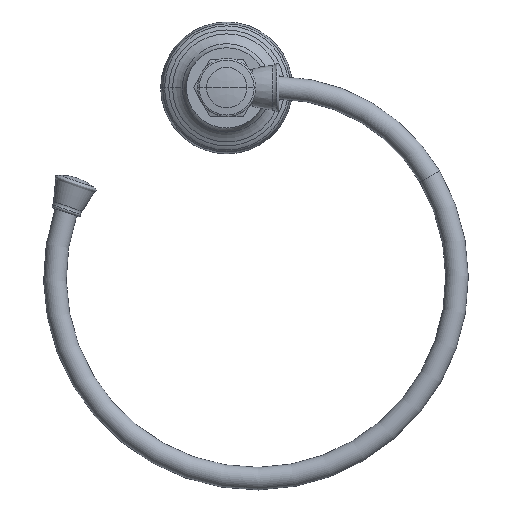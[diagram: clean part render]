
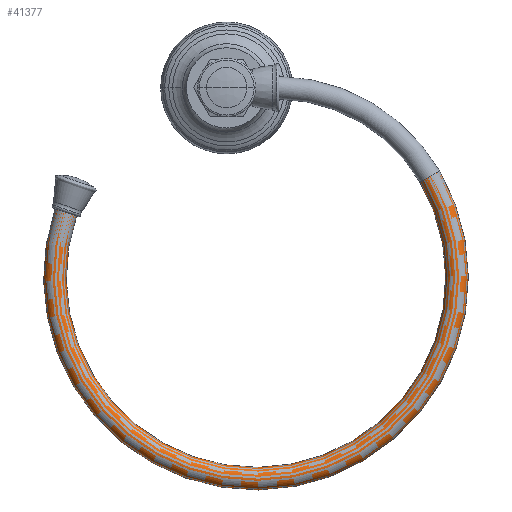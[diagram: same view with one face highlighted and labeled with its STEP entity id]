
A CAD part, top view. The second image highlights one B-rep face of the part: STEP entity #41377.
In plain terms, the highlighted toroidal (fillet/blend) face has major radius 87.964 mm and minor radius 4.952 mm.
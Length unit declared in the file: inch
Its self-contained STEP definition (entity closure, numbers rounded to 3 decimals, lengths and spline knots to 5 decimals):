
#41282=CARTESIAN_POINT('',(-2.7694,-2.1458,
2.65904));
#41283=DIRECTION('',(0.325,0.946,0.));
#41284=DIRECTION('',(-0.946,0.325,0.));
#41285=AXIS2_PLACEMENT_3D('',#41282,#41283,#41284);
#41292=CARTESIAN_POINT('',(0.50551,-3.27201,
2.65902));
#41293=DIRECTION('',(0.,0.,-1.));
#41294=DIRECTION('',(0.864,0.503,0.));
#41295=AXIS2_PLACEMENT_3D('',#41292,#41293,#41294);
#41297=CARTESIAN_POINT('',(0.50551,-3.27201,
2.65902));
#41298=DIRECTION('',(0.,0.,1.));
#41299=DIRECTION('',(-0.946,0.325,0.));
#41300=AXIS2_PLACEMENT_3D('',#41297,#41298,#41299);
#41342=CARTESIAN_POINT('',(3.49794,-1.52847,
2.65904));
#41343=DIRECTION('',(-0.503,0.864,0.));
#41344=DIRECTION('',(-0.864,-0.503,0.));
#41345=AXIS2_PLACEMENT_3D('',#41342,#41343,#41344);
#41352=CARTESIAN_POINT('',(-2.58502,-2.20921,
2.65902));
#41353=CARTESIAN_POINT('',(-2.95378,-2.0824,
2.65902));
#41354=VERTEX_POINT('',#41352);
#41355=VERTEX_POINT('',#41353);
#41358=CARTESIAN_POINT('',(3.32932,-1.6267,
2.65902));
#41359=VERTEX_POINT('',#41358);
#41360=CARTESIAN_POINT('',(3.66642,-1.43032,
2.65902));
#41361=VERTEX_POINT('',#41360);
#41362=CARTESIAN_POINT('',(0.50551,-3.27201,
2.65904));
#41363=DIRECTION('',(0.,0.,1.));
#41364=DIRECTION('',(-0.946,0.325,0.));
#41365=AXIS2_PLACEMENT_3D('',#41362,#41363,#41364);
#41366=TOROIDAL_SURFACE('',#41365,3.46315,0.19498);
#41368=ORIENTED_EDGE('',*,*,#41367,.T.);
#41370=ORIENTED_EDGE('',*,*,#41369,.T.);
#41372=ORIENTED_EDGE('',*,*,#41371,.T.);
#41374=ORIENTED_EDGE('',*,*,#41373,.T.);
#41375=EDGE_LOOP('',(#41368,#41370,#41372,#41374));
#41376=FACE_OUTER_BOUND('',#41375,.F.);
#41377=ADVANCED_FACE('',(#41376),#41366,.T.);
#41286=CIRCLE('',#41285,0.19498);
#41296=CIRCLE('',#41295,3.65813);
#41301=CIRCLE('',#41300,3.26817);
#41346=CIRCLE('',#41345,0.19498);
#41367=EDGE_CURVE('',#41355,#41354,#41286,.T.);
#41369=EDGE_CURVE('',#41354,#41359,#41301,.T.);
#41371=EDGE_CURVE('',#41359,#41361,#41346,.T.);
#41373=EDGE_CURVE('',#41361,#41355,#41296,.T.);
